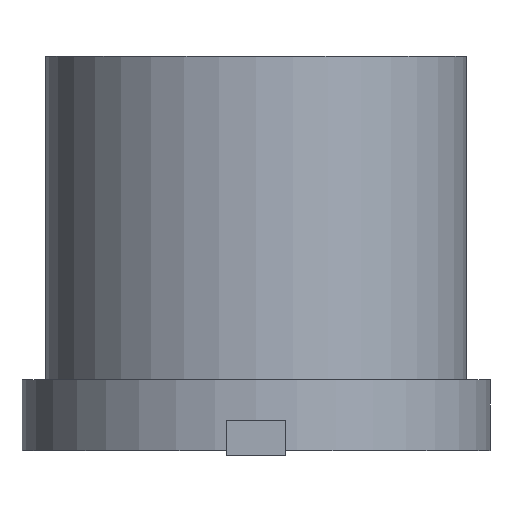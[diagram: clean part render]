
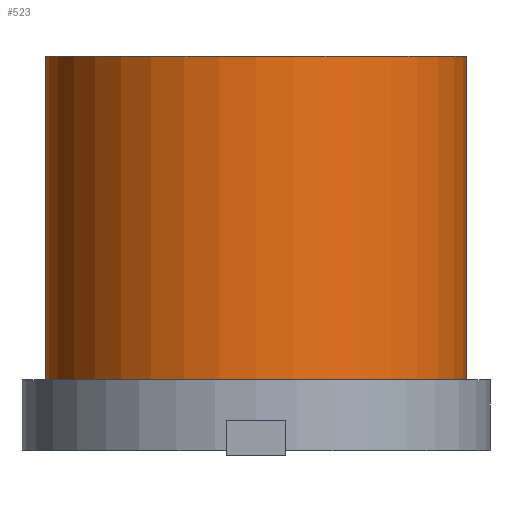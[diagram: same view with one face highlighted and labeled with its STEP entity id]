
A CAD part, left-side view. The second image highlights one B-rep face of the part: STEP entity #523.
In plain terms, the highlighted cylindrical face has radius 2.172 mm (diameter 4.343 mm), a partial arc.
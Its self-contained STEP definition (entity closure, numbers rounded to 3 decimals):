
#523=ADVANCED_FACE($,(#529),#524,.T.);
#524=CYLINDRICAL_SURFACE($,#525,2.172);
#525=AXIS2_PLACEMENT_3D($,#526,#527,#528);
#526=CARTESIAN_POINT('Origin',(-3.302,0.0,0.782));
#527=DIRECTION('center_axis',(0.,0.,1.));
#528=DIRECTION('ref_axis',(1.,0.,0.));
#529=FACE_OUTER_BOUND($,#530,.T.);
#530=EDGE_LOOP($,(#553, #531, #563, #542));
#553=ORIENTED_EDGE($,*,*,#554,.T.);
#554=EDGE_CURVE($,#555,#557,#559,.T.);
#555=VERTEX_POINT($,#556);
#556=CARTESIAN_POINT('',(-3.302,-2.172,4.115));
#557=VERTEX_POINT($,#558);
#558=CARTESIAN_POINT('',(-3.302,-2.172,0.782));
#559=LINE($,#560,#561);
#560=CARTESIAN_POINT($,(-3.302,-2.172,4.115));
#561=VECTOR($,#562,3.332);
#562=DIRECTION($,(0.,0.,-1.));
#531=ORIENTED_EDGE($,*,*,#532,.T.);
#532=EDGE_CURVE($,#533,#551,#535,.T.);
#533=VERTEX_POINT($,#556);
#551=VERTEX_POINT($,#552);
#552=CARTESIAN_POINT('',(-3.302,2.172,4.115));
#535=CIRCLE($,#536,2.172);
#536=AXIS2_PLACEMENT_3D($,#537,#538,#539);
#537=CARTESIAN_POINT('Origin',(-3.302,0.0,4.115));
#538=DIRECTION('center_axis',(0.,0.,-1.));
#539=DIRECTION('ref_axis',(1.,0.,0.));
#563=ORIENTED_EDGE($,*,*,#564,.T.);
#564=EDGE_CURVE($,#565,#567,#569,.T.);
#565=VERTEX_POINT($,#566);
#566=CARTESIAN_POINT('',(-3.302,2.172,0.782));
#567=VERTEX_POINT($,#552);
#569=LINE($,#570,#571);
#570=CARTESIAN_POINT($,(-3.302,2.172,0.782));
#571=VECTOR($,#572,3.332);
#572=DIRECTION($,(0.,0.,1.));
#542=ORIENTED_EDGE($,*,*,#543,.F.);
#543=EDGE_CURVE($,#544,#573,#546,.T.);
#544=VERTEX_POINT($,#558);
#573=VERTEX_POINT($,#566);
#546=CIRCLE($,#547,2.172);
#547=AXIS2_PLACEMENT_3D($,#548,#549,#550);
#548=CARTESIAN_POINT('Origin',(-3.302,0.0,0.782));
#549=DIRECTION('center_axis',(0.,0.,-1.));
#550=DIRECTION('ref_axis',(1.,0.,0.));
